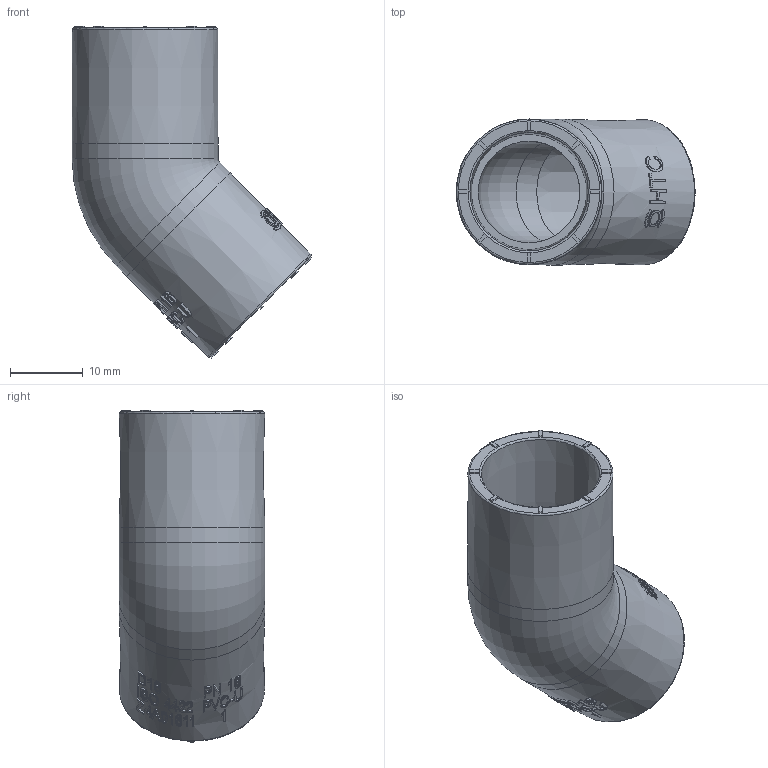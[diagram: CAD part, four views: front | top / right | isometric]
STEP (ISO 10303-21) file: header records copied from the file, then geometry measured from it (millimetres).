
FILE_DESCRIPTION(/* description */ (''),/* implementation_level */ '2;1');
FILE_NAME(/* name */ '16 45°弯头.stp',/* time_stamp */ '2025-03-29T15:40:48+08:00',/* author */ (''),/* organization */ (''),/* preprocessor_version */ 'ST-DEVELOPER v16',/* originating_system */ 'SIEMENS PLM Software NX 10.0',/* authorisation */ '');
FILE_SCHEMA (('AUTOMOTIVE_DESIGN { 1 0 10303 214 3 1 1 1 }'));
Length unit declared in the file: millimetre
Products named in the file (1): gelv1774380Bv07p
Bounding box: 33.03 x 20.1 x 45.73 mm (x, y, z)
Volume: 5850.8 mm3; surface area: 5314.2 mm2
Topology: 1 solids, 1 shells, 504 faces, 1357 edges, 902 vertices
Faces by surface type: plane 252, extrusion 169, cone 58, cylinder 19, torus 6
Full cylindrical faces by diameter (mm): 1.655 x1, 2.255 x1, 14 x2, 20.1 x2
Entity records: 20200 total; most frequent: CARTESIAN_POINT 8299, ORIENTED_EDGE 2656, DIRECTION 1979, EDGE_CURVE 1328, VERTEX_POINT 889, VECTOR 761, B_SPLINE_CURVE_WITH_KNOTS 632, AXIS2_PLACEMENT_3D 609
